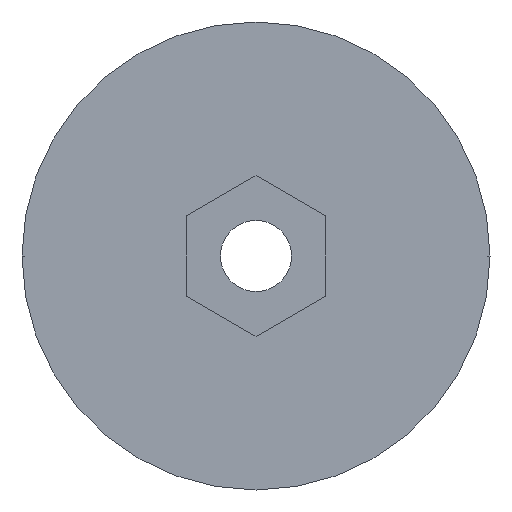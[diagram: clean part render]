
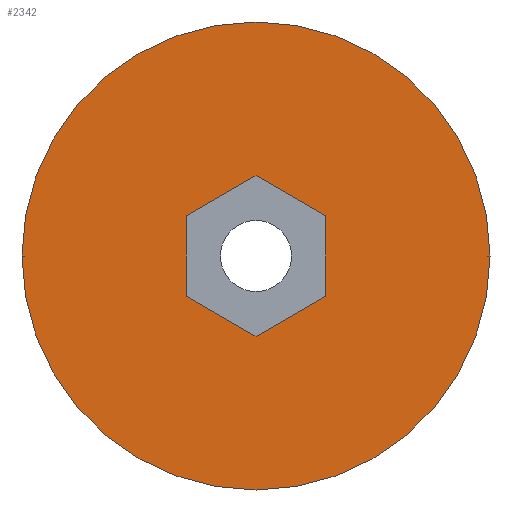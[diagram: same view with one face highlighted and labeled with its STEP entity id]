
A CAD part, left-side view. The second image highlights one B-rep face of the part: STEP entity #2342.
In plain terms, the highlighted planar face has unit normal (-1, 0, 0).
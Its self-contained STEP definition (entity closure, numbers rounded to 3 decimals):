
#115=CARTESIAN_POINT('',(0.,0.,0.));
#116=DIRECTION('',(-1.,0.,0.));
#117=DIRECTION('',(0.,1.,0.));
#118=AXIS2_PLACEMENT_3D('',#115,#116,#117);
#120=CARTESIAN_POINT('',(0.,0.,0.));
#121=DIRECTION('',(1.,0.,0.));
#122=DIRECTION('',(0.,1.,0.));
#123=AXIS2_PLACEMENT_3D('',#120,#121,#122);
#125=DIRECTION('',(0.,-0.866,-0.5));
#126=VECTOR('',#125,1.155);
#127=CARTESIAN_POINT('',(0.,0.,1.155));
#128=LINE('',#127,#126);
#129=DIRECTION('',(0.,-0.866,0.5));
#130=VECTOR('',#129,1.155);
#131=CARTESIAN_POINT('',(0.,1.,0.577));
#132=LINE('',#131,#130);
#133=DIRECTION('',(0.,0.,1.));
#134=VECTOR('',#133,1.155);
#135=CARTESIAN_POINT('',(0.,1.,-0.577));
#136=LINE('',#135,#134);
#137=DIRECTION('',(0.,0.866,0.5));
#138=VECTOR('',#137,1.155);
#139=CARTESIAN_POINT('',(0.,0.,-1.155));
#140=LINE('',#139,#138);
#141=DIRECTION('',(0.,0.866,-0.5));
#142=VECTOR('',#141,1.155);
#143=CARTESIAN_POINT('',(0.,-1.,-0.577));
#144=LINE('',#143,#142);
#145=DIRECTION('',(0.,0.,-1.));
#146=VECTOR('',#145,1.155);
#147=CARTESIAN_POINT('',(0.,-1.,0.577));
#148=LINE('',#147,#146);
#2246=CARTESIAN_POINT('',(0.,3.36,0.));
#2247=CARTESIAN_POINT('',(0.,-3.36,0.));
#2248=VERTEX_POINT('',#2246);
#2249=VERTEX_POINT('',#2247);
#2266=CARTESIAN_POINT('',(0.,0.,1.155));
#2267=CARTESIAN_POINT('',(0.,-1.,0.577));
#2268=VERTEX_POINT('',#2266);
#2269=VERTEX_POINT('',#2267);
#2270=CARTESIAN_POINT('',(0.,-1.,-0.577));
#2271=VERTEX_POINT('',#2270);
#2272=CARTESIAN_POINT('',(0.,0.,-1.155));
#2273=VERTEX_POINT('',#2272);
#2274=CARTESIAN_POINT('',(0.,1.,-0.577));
#2275=VERTEX_POINT('',#2274);
#2276=CARTESIAN_POINT('',(0.,1.,0.577));
#2277=VERTEX_POINT('',#2276);
#2317=CARTESIAN_POINT('',(0.,0.,0.));
#2318=DIRECTION('',(1.,0.,0.));
#2319=DIRECTION('',(0.,-1.,0.));
#2320=AXIS2_PLACEMENT_3D('',#2317,#2318,#2319);
#2321=PLANE('',#2320);
#2323=ORIENTED_EDGE('',*,*,#2322,.F.);
#2325=ORIENTED_EDGE('',*,*,#2324,.T.);
#2326=EDGE_LOOP('',(#2323,#2325));
#2327=FACE_OUTER_BOUND('',#2326,.F.);
#2329=ORIENTED_EDGE('',*,*,#2328,.F.);
#2331=ORIENTED_EDGE('',*,*,#2330,.F.);
#2333=ORIENTED_EDGE('',*,*,#2332,.F.);
#2335=ORIENTED_EDGE('',*,*,#2334,.F.);
#2337=ORIENTED_EDGE('',*,*,#2336,.F.);
#2339=ORIENTED_EDGE('',*,*,#2338,.F.);
#2340=EDGE_LOOP('',(#2329,#2331,#2333,#2335,#2337,#2339));
#2341=FACE_BOUND('',#2340,.F.);
#119=CIRCLE('',#118,3.36);
#124=CIRCLE('',#123,3.36);
#2322=EDGE_CURVE('',#2248,#2249,#119,.T.);
#2324=EDGE_CURVE('',#2248,#2249,#124,.T.);
#2328=EDGE_CURVE('',#2268,#2269,#128,.T.);
#2330=EDGE_CURVE('',#2277,#2268,#132,.T.);
#2332=EDGE_CURVE('',#2275,#2277,#136,.T.);
#2334=EDGE_CURVE('',#2273,#2275,#140,.T.);
#2336=EDGE_CURVE('',#2271,#2273,#144,.T.);
#2338=EDGE_CURVE('',#2269,#2271,#148,.T.);
#2342=ADVANCED_FACE('',(#2327,#2341),#2321,.F.);
